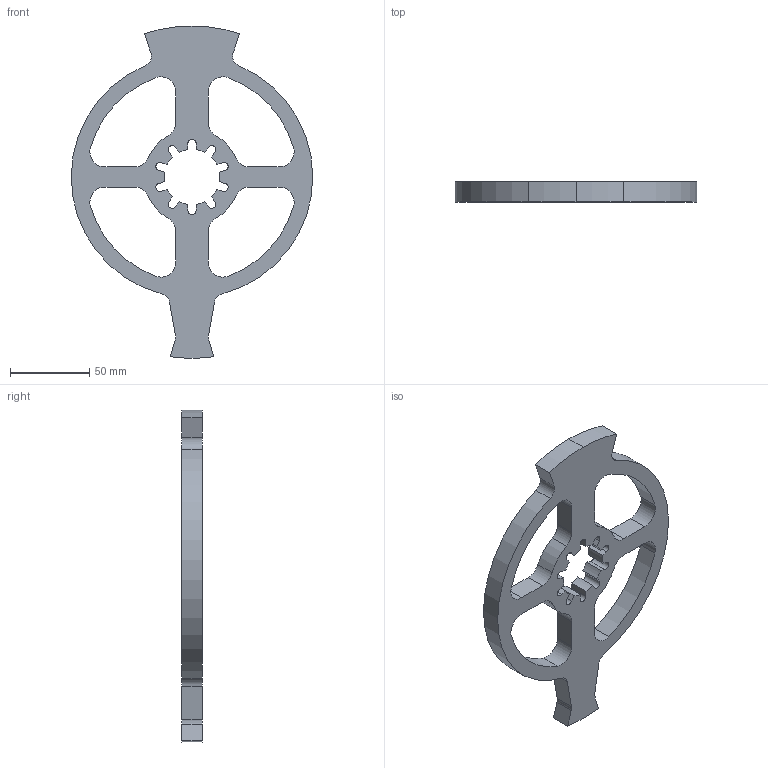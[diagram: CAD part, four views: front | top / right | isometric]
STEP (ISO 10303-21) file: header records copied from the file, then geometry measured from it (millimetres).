
FILE_DESCRIPTION (( 'STEP AP203' ), '1' );
FILE_NAME ('Buzz Kill Weapon v2.STEP', '2023-04-24T16:02:42', ( '' ), ( '' ), 'SwSTEP 2.0', 'SolidWorks 2021', '' );
FILE_SCHEMA (( 'CONFIG_CONTROL_DESIGN' ));
Length unit declared in the file: inch
Products named in the file (1): Buzz Kill Weapon v2
Bounding box: 152.39 x 12.7 x 209.46 mm (x, y, z)
Volume: 135155.2 mm3; surface area: 40640.4 mm2
Topology: 1 solids, 1 shells, 98 faces, 288 edges, 192 vertices
Faces by surface type: cylinder 62, plane 36
Entity records: 3415 total; most frequent: DIRECTION 610, CARTESIAN_POINT 579, ORIENTED_EDGE 576, EDGE_CURVE 288, AXIS2_PLACEMENT_3D 223, VERTEX_POINT 192, VECTOR 164, LINE 164
